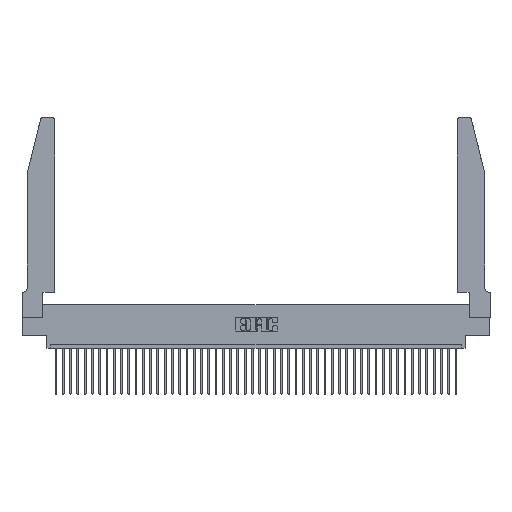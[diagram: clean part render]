
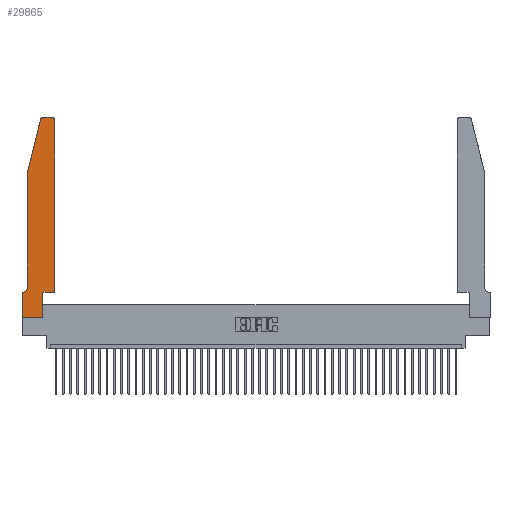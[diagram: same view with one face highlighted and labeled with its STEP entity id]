
A CAD part, top view. The second image highlights one B-rep face of the part: STEP entity #29865.
In plain terms, the highlighted planar face has unit normal (0, 0, 1).
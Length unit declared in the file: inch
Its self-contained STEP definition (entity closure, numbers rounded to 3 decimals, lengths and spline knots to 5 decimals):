
#186 = CARTESIAN_POINT ( 'NONE',  ( 0.4205, 2.72, 0.37 ) ) ;
#453 = ORIENTED_EDGE ( 'NONE', *, *, #45150, .T. ) ;
#833 = ORIENTED_EDGE ( 'NONE', *, *, #39759, .T. ) ;
#1153 = VECTOR ( 'NONE', #43543, 39.37008 ) ;
#1271 = EDGE_CURVE ( 'NONE', #12717, #3615, #29136, .T. ) ;
#2091 = CARTESIAN_POINT ( 'NONE',  ( 0.0755, 0.42, 0.37 ) ) ;
#2505 = DIRECTION ( 'NONE',  ( 0., -1., 0. ) ) ;
#3090 = DIRECTION ( 'NONE',  ( 1., 0., 0. ) ) ;
#3223 = EDGE_CURVE ( 'NONE', #13350, #39522, #17331, .T. ) ;
#3615 = VERTEX_POINT ( 'NONE', #23951 ) ;
#3660 = DIRECTION ( 'NONE',  ( 0., 0., 1. ) ) ;
#4128 = EDGE_LOOP ( 'NONE', ( #6524, #24042, #43760, #17472, #36259, #24790, #833, #15587, #22133, #30547, #6071, #453 ) ) ;
#4130 = VERTEX_POINT ( 'NONE', #29996 ) ;
#4336 = VERTEX_POINT ( 'NONE', #6353 ) ;
#4675 = CARTESIAN_POINT ( 'NONE',  ( 0., 0.35, 0.37 ) ) ;
#4760 = DIRECTION ( 'NONE',  ( 1., 0., 0. ) ) ;
#4939 = AXIS2_PLACEMENT_3D ( 'NONE', #42583, #43058, #4760 ) ;
#6071 = ORIENTED_EDGE ( 'NONE', *, *, #1271, .T. ) ;
#6107 = LINE ( 'NONE', #18356, #1153 ) ;
#6353 = CARTESIAN_POINT ( 'NONE',  ( 0.0055, 0.35, 0.37 ) ) ;
#6524 = ORIENTED_EDGE ( 'NONE', *, *, #8627, .T. ) ;
#8032 = VECTOR ( 'NONE', #34387, 39.37008 ) ;
#8292 = CARTESIAN_POINT ( 'NONE',  ( 0.0755, 2., 0.37 ) ) ;
#8363 = LINE ( 'NONE', #44490, #32433 ) ;
#8627 = EDGE_CURVE ( 'NONE', #23603, #32315, #37076, .T. ) ;
#9011 = DIRECTION ( 'NONE',  ( -1., 0., 0. ) ) ;
#10178 = LINE ( 'NONE', #44258, #18902 ) ;
#11640 = CARTESIAN_POINT ( 'NONE',  ( 0., 0., 0.37 ) ) ;
#12717 = VERTEX_POINT ( 'NONE', #28786 ) ;
#13056 = CIRCLE ( 'NONE', #4939, 0.03 ) ;
#13325 = CARTESIAN_POINT ( 'NONE',  ( 0.2865, 0.35, 0.37 ) ) ;
#13350 = VERTEX_POINT ( 'NONE', #19671 ) ;
#14716 = FACE_OUTER_BOUND ( 'NONE', #4128, .T. ) ;
#14877 = VECTOR ( 'NONE', #34719, 39.37008 ) ;
#15587 = ORIENTED_EDGE ( 'NONE', *, *, #23089, .T. ) ;
#16798 = CARTESIAN_POINT ( 'NONE',  ( 0.0055, 0.42, 0.37 ) ) ;
#17260 = AXIS2_PLACEMENT_3D ( 'NONE', #4675, #29100, #18739 ) ;
#17331 = LINE ( 'NONE', #27938, #8032 ) ;
#17472 = ORIENTED_EDGE ( 'NONE', *, *, #29498, .T. ) ;
#17820 = DIRECTION ( 'NONE',  ( 0., 0., -1. ) ) ;
#18029 = VECTOR ( 'NONE', #23154, 39.37008 ) ;
#18315 = VECTOR ( 'NONE', #3090, 39.37008 ) ;
#18356 = CARTESIAN_POINT ( 'NONE',  ( 0.0755, 2., 0.37 ) ) ;
#18638 = CIRCLE ( 'NONE', #32996, 0.03 ) ;
#18739 = DIRECTION ( 'NONE',  ( 1., 0., 0. ) ) ;
#18902 = VECTOR ( 'NONE', #9011, 39.37008 ) ;
#19240 = EDGE_CURVE ( 'NONE', #31113, #4336, #25987, .T. ) ;
#19671 = CARTESIAN_POINT ( 'NONE',  ( 0.25487, 2.72718, 0.37 ) ) ;
#20883 = DIRECTION ( 'NONE',  ( -1., 0., 0. ) ) ;
#21086 = CARTESIAN_POINT ( 'NONE',  ( 0.4505, 0.35, 0.37 ) ) ;
#21912 = CARTESIAN_POINT ( 'NONE',  ( 0.4505, 0.35, 0.37 ) ) ;
#22133 = ORIENTED_EDGE ( 'NONE', *, *, #28610, .T. ) ;
#22379 = CARTESIAN_POINT ( 'NONE',  ( 0.284, 2.75, 0.37 ) ) ;
#22704 = CARTESIAN_POINT ( 'NONE',  ( 0., 0., 0.37 ) ) ;
#22805 = CARTESIAN_POINT ( 'NONE',  ( 0.2605, 2.75, 0.37 ) ) ;
#22947 = DIRECTION ( 'NONE',  ( -1., 0., 0. ) ) ;
#23089 = EDGE_CURVE ( 'NONE', #25297, #4130, #36096, .T. ) ;
#23154 = DIRECTION ( 'NONE',  ( 1., 0., 0. ) ) ;
#23603 = VERTEX_POINT ( 'NONE', #43481 ) ;
#23951 = CARTESIAN_POINT ( 'NONE',  ( 0.4505, 2.72, 0.37 ) ) ;
#24042 = ORIENTED_EDGE ( 'NONE', *, *, #30426, .T. ) ;
#24578 = DIRECTION ( 'NONE',  ( 1., 0., 0. ) ) ;
#24790 = ORIENTED_EDGE ( 'NONE', *, *, #40156, .T. ) ;
#25297 = VERTEX_POINT ( 'NONE', #11640 ) ;
#25553 = PLANE ( 'NONE',  #17260 ) ;
#25851 = EDGE_CURVE ( 'NONE', #39238, #12717, #36318, .T. ) ;
#25987 = CIRCLE ( 'NONE', #41726, 0.07 ) ;
#27071 = DIRECTION ( 'NONE',  ( 0., 1., 0. ) ) ;
#27938 = CARTESIAN_POINT ( 'NONE',  ( 0.0755, 2., 0.37 ) ) ;
#28610 = EDGE_CURVE ( 'NONE', #4130, #39238, #8363, .T. ) ;
#28786 = CARTESIAN_POINT ( 'NONE',  ( 0.4505, 0.35, 0.37 ) ) ;
#29100 = DIRECTION ( 'NONE',  ( 0., 0., 1. ) ) ;
#29136 = LINE ( 'NONE', #21086, #14877 ) ;
#29498 = EDGE_CURVE ( 'NONE', #39522, #31113, #6107, .T. ) ;
#29865 = ADVANCED_FACE ( 'NONE', ( #14716 ), #25553, .T. ) ;
#29996 = CARTESIAN_POINT ( 'NONE',  ( 0.2865, 0., 0.37 ) ) ;
#30426 = EDGE_CURVE ( 'NONE', #32315, #13350, #13056, .T. ) ;
#30547 = ORIENTED_EDGE ( 'NONE', *, *, #25851, .T. ) ;
#31113 = VERTEX_POINT ( 'NONE', #2091 ) ;
#31961 = CARTESIAN_POINT ( 'NONE',  ( 0., 0.35, 0.37 ) ) ;
#32315 = VERTEX_POINT ( 'NONE', #22379 ) ;
#32433 = VECTOR ( 'NONE', #27071, 39.37008 ) ;
#32996 = AXIS2_PLACEMENT_3D ( 'NONE', #186, #3660, #24578 ) ;
#34387 = DIRECTION ( 'NONE',  ( -0.239, -0.971, 0. ) ) ;
#34719 = DIRECTION ( 'NONE',  ( 0., 1., 0. ) ) ;
#35372 = VERTEX_POINT ( 'NONE', #31961 ) ;
#35866 = LINE ( 'NONE', #44747, #44117 ) ;
#36096 = LINE ( 'NONE', #22704, #18029 ) ;
#36259 = ORIENTED_EDGE ( 'NONE', *, *, #19240, .T. ) ;
#36318 = LINE ( 'NONE', #21912, #18315 ) ;
#37076 = LINE ( 'NONE', #22805, #43035 ) ;
#39238 = VERTEX_POINT ( 'NONE', #13325 ) ;
#39522 = VERTEX_POINT ( 'NONE', #8292 ) ;
#39759 = EDGE_CURVE ( 'NONE', #35372, #25297, #35866, .T. ) ;
#40156 = EDGE_CURVE ( 'NONE', #4336, #35372, #10178, .T. ) ;
#41726 = AXIS2_PLACEMENT_3D ( 'NONE', #16798, #17820, #20883 ) ;
#42583 = CARTESIAN_POINT ( 'NONE',  ( 0.284, 2.72, 0.37 ) ) ;
#43035 = VECTOR ( 'NONE', #22947, 39.37008 ) ;
#43058 = DIRECTION ( 'NONE',  ( 0., 0., 1. ) ) ;
#43481 = CARTESIAN_POINT ( 'NONE',  ( 0.4205, 2.75, 0.37 ) ) ;
#43543 = DIRECTION ( 'NONE',  ( 0., -1., 0. ) ) ;
#43760 = ORIENTED_EDGE ( 'NONE', *, *, #3223, .T. ) ;
#44117 = VECTOR ( 'NONE', #2505, 39.37008 ) ;
#44258 = CARTESIAN_POINT ( 'NONE',  ( 0.0755, 0.35, 0.37 ) ) ;
#44490 = CARTESIAN_POINT ( 'NONE',  ( 0.2865, 0.35, 0.37 ) ) ;
#44747 = CARTESIAN_POINT ( 'NONE',  ( 0., 0., 0.37 ) ) ;
#45150 = EDGE_CURVE ( 'NONE', #3615, #23603, #18638, .T. ) ;
